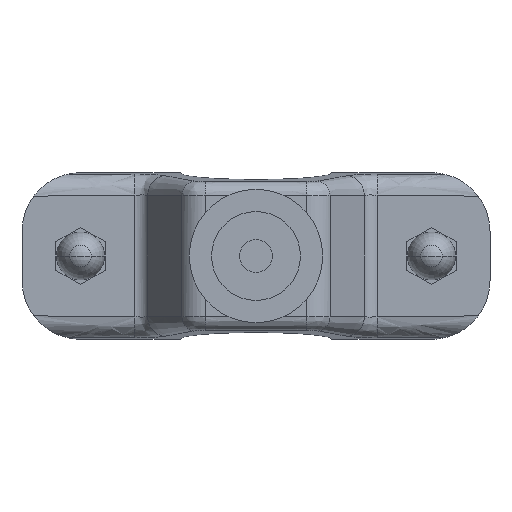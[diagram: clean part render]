
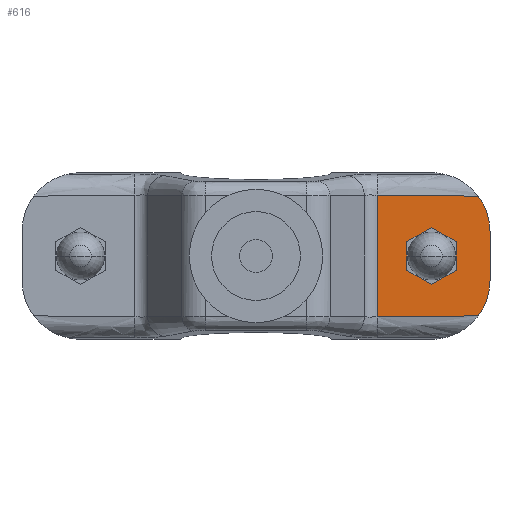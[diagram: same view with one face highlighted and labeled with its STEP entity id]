
A CAD part, front view. The second image highlights one B-rep face of the part: STEP entity #616.
In plain terms, the highlighted planar face has unit normal (0, -1, 0).
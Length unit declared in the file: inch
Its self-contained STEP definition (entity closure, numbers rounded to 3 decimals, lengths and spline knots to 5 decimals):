
#121 = CARTESIAN_POINT ( 'NONE',  ( 1.28879, -0.2935, 0.12194 ) ) ;
#148 = CARTESIAN_POINT ( 'NONE',  ( 1.5, -0.2935, -0.24389 ) ) ;
#160 = CARTESIAN_POINT ( 'NONE',  ( 2., -0.2935, 0.495 ) ) ;
#192 = CARTESIAN_POINT ( 'NONE',  ( 1.89963, -0.2935, -0.51155 ) ) ;
#211 = DIRECTION ( 'NONE',  ( 0.866, 0., -0.5 ) ) ;
#227 = VECTOR ( 'NONE', #1975, 39.37008 ) ;
#228 = VECTOR ( 'NONE', #3019, 39.37008 ) ;
#249 = EDGE_CURVE ( 'NONE', #617, #2918, #1048, .T. ) ;
#279 = CARTESIAN_POINT ( 'NONE',  ( 1.03548, -0.2935, -0.52044 ) ) ;
#285 = EDGE_CURVE ( 'NONE', #599, #1261, #1970, .T. ) ;
#370 = VECTOR ( 'NONE', #2064, 39.37008 ) ;
#448 = CARTESIAN_POINT ( 'NONE',  ( 1.89963, -0.2935, 0.51155 ) ) ;
#452 = CARTESIAN_POINT ( 'NONE',  ( 1.03548, -0.2935, -0.52044 ) ) ;
#513 = LINE ( 'NONE', #548, #3092 ) ;
#548 = CARTESIAN_POINT ( 'NONE',  ( 1.5, -0.2935, 0.24389 ) ) ;
#599 = VERTEX_POINT ( 'NONE', #3050 ) ;
#611 = CARTESIAN_POINT ( 'NONE',  ( 1.5, -0.2935, 0.24389 ) ) ;
#616 = ADVANCED_FACE ( 'NONE', ( #2713, #2611 ), #1530, .T. ) ;
#617 = VERTEX_POINT ( 'NONE', #192 ) ;
#683 = ORIENTED_EDGE ( 'NONE', *, *, #285, .T. ) ;
#702 = EDGE_CURVE ( 'NONE', #617, #1737, #2418, .T. ) ;
#745 = EDGE_CURVE ( 'NONE', #1988, #2702, #1976, .T. ) ;
#752 = B_SPLINE_CURVE_WITH_KNOTS ( 'NONE', 3,
 ( #810, #3628, #2037, #448 ),
 .UNSPECIFIED., .F., .F.,
 ( 4, 4 ),
 ( 0., 0.29865 ),
 .UNSPECIFIED. ) ;
#784 = DIRECTION ( 'NONE',  ( 0., 0., -1. ) ) ;
#810 = CARTESIAN_POINT ( 'NONE',  ( 1.03548, -0.2935, 0.52044 ) ) ;
#816 = VECTOR ( 'NONE', #784, 39.37008 ) ;
#951 = CARTESIAN_POINT ( 'NONE',  ( 1.28879, -0.2935, 0.12194 ) ) ;
#1048 = B_SPLINE_CURVE_WITH_KNOTS ( 'NONE', 3,
 ( #2195, #2474, #3768, #279 ),
 .UNSPECIFIED., .F., .F.,
 ( 4, 4 ),
 ( 0.70135, 1. ),
 .UNSPECIFIED. ) ;
#1086 = LINE ( 'NONE', #160, #228 ) ;
#1112 = DIRECTION ( 'NONE',  ( 0., -1., 0. ) ) ;
#1177 = LINE ( 'NONE', #3936, #3613 ) ;
#1191 = EDGE_LOOP ( 'NONE', ( #2741, #2769, #4056, #3224, #3986, #3410 ) ) ;
#1233 = DIRECTION ( 'NONE',  ( -0.866, 0., -0.5 ) ) ;
#1261 = VERTEX_POINT ( 'NONE', #951 ) ;
#1467 = LINE ( 'NONE', #121, #370 ) ;
#1485 = CARTESIAN_POINT ( 'NONE',  ( 1.71121, -0.2935, 0.12194 ) ) ;
#1486 = DIRECTION ( 'NONE',  ( -1., 0., 0. ) ) ;
#1530 = PLANE ( 'NONE',  #3221 ) ;
#1585 = EDGE_CURVE ( 'NONE', #1737, #4039, #1086, .T. ) ;
#1600 = EDGE_CURVE ( 'NONE', #2918, #2274, #1177, .T. ) ;
#1615 = EDGE_CURVE ( 'NONE', #2274, #2179, #752, .T. ) ;
#1737 = VERTEX_POINT ( 'NONE', #3380 ) ;
#1842 = CARTESIAN_POINT ( 'NONE',  ( 2., -0.2935, 0.495 ) ) ;
#1957 = VERTEX_POINT ( 'NONE', #1485 ) ;
#1967 = DIRECTION ( 'NONE',  ( -0.866, 0., 0.5 ) ) ;
#1970 = LINE ( 'NONE', #3104, #227 ) ;
#1975 = DIRECTION ( 'NONE',  ( 0., 0., 1. ) ) ;
#1976 = LINE ( 'NONE', #2173, #3456 ) ;
#1988 = VERTEX_POINT ( 'NONE', #3452 ) ;
#2007 = EDGE_CURVE ( 'NONE', #2702, #599, #3701, .T. ) ;
#2037 = CARTESIAN_POINT ( 'NONE',  ( 1.61158, -0.2935, 0.51308 ) ) ;
#2064 = DIRECTION ( 'NONE',  ( 0.866, 0., 0.5 ) ) ;
#2077 = ORIENTED_EDGE ( 'NONE', *, *, #2104, .T. ) ;
#2082 = DIRECTION ( 'NONE',  ( -1., 0., 0. ) ) ;
#2104 = EDGE_CURVE ( 'NONE', #1261, #3627, #1467, .T. ) ;
#2107 = DIRECTION ( 'NONE',  ( 0., -1., 0. ) ) ;
#2109 = EDGE_CURVE ( 'NONE', #4039, #2179, #2313, .T. ) ;
#2173 = CARTESIAN_POINT ( 'NONE',  ( 1.71121, -0.2935, -0.12194 ) ) ;
#2179 = VERTEX_POINT ( 'NONE', #3299 ) ;
#2195 = CARTESIAN_POINT ( 'NONE',  ( 1.89963, -0.2935, -0.51155 ) ) ;
#2274 = VERTEX_POINT ( 'NONE', #2738 ) ;
#2313 = CIRCLE ( 'NONE', #3535, 0.5 ) ;
#2339 = CARTESIAN_POINT ( 'NONE',  ( 1.71121, -0.2935, 0.12194 ) ) ;
#2400 = ORIENTED_EDGE ( 'NONE', *, *, #2007, .T. ) ;
#2418 = CIRCLE ( 'NONE', #3388, 0.5 ) ;
#2459 = CARTESIAN_POINT ( 'NONE',  ( 1.5, -0.2935, -0.24389 ) ) ;
#2474 = CARTESIAN_POINT ( 'NONE',  ( 1.61158, -0.2935, -0.51308 ) ) ;
#2611 = FACE_OUTER_BOUND ( 'NONE', #1191, .T. ) ;
#2702 = VERTEX_POINT ( 'NONE', #2459 ) ;
#2707 = ORIENTED_EDGE ( 'NONE', *, *, #745, .T. ) ;
#2713 = FACE_BOUND ( 'NONE', #3040, .T. ) ;
#2728 = CARTESIAN_POINT ( 'NONE',  ( 1.5, -0.2935, 0.21105 ) ) ;
#2738 = CARTESIAN_POINT ( 'NONE',  ( 1.03548, -0.2935, 0.52044 ) ) ;
#2741 = ORIENTED_EDGE ( 'NONE', *, *, #702, .T. ) ;
#2769 = ORIENTED_EDGE ( 'NONE', *, *, #1585, .T. ) ;
#2863 = DIRECTION ( 'NONE',  ( 0., -1., 0. ) ) ;
#2918 = VERTEX_POINT ( 'NONE', #452 ) ;
#2993 = CARTESIAN_POINT ( 'NONE',  ( 2., -0.2935, 0.21105 ) ) ;
#3019 = DIRECTION ( 'NONE',  ( 0., 0., 1. ) ) ;
#3040 = EDGE_LOOP ( 'NONE', ( #3730, #3357, #2707, #2400, #683, #2077 ) ) ;
#3050 = CARTESIAN_POINT ( 'NONE',  ( 1.28879, -0.2935, -0.12194 ) ) ;
#3092 = VECTOR ( 'NONE', #211, 39.37008 ) ;
#3104 = CARTESIAN_POINT ( 'NONE',  ( 1.28879, -0.2935, 0.12194 ) ) ;
#3167 = DIRECTION ( 'NONE',  ( -1., 0., 0. ) ) ;
#3221 = AXIS2_PLACEMENT_3D ( 'NONE', #1842, #2107, #1486 ) ;
#3224 = ORIENTED_EDGE ( 'NONE', *, *, #1615, .F. ) ;
#3295 = VECTOR ( 'NONE', #1967, 39.37008 ) ;
#3299 = CARTESIAN_POINT ( 'NONE',  ( 1.89963, -0.2935, 0.51155 ) ) ;
#3357 = ORIENTED_EDGE ( 'NONE', *, *, #4011, .T. ) ;
#3380 = CARTESIAN_POINT ( 'NONE',  ( 2., -0.2935, -0.21105 ) ) ;
#3387 = LINE ( 'NONE', #2339, #816 ) ;
#3388 = AXIS2_PLACEMENT_3D ( 'NONE', #3435, #2863, #3167 ) ;
#3410 = ORIENTED_EDGE ( 'NONE', *, *, #249, .F. ) ;
#3435 = CARTESIAN_POINT ( 'NONE',  ( 1.5, -0.2935, -0.21105 ) ) ;
#3452 = CARTESIAN_POINT ( 'NONE',  ( 1.71121, -0.2935, -0.12194 ) ) ;
#3456 = VECTOR ( 'NONE', #1233, 39.37008 ) ;
#3531 = EDGE_CURVE ( 'NONE', #3627, #1957, #513, .T. ) ;
#3535 = AXIS2_PLACEMENT_3D ( 'NONE', #2728, #1112, #2082 ) ;
#3613 = VECTOR ( 'NONE', #3964, 39.37008 ) ;
#3627 = VERTEX_POINT ( 'NONE', #611 ) ;
#3628 = CARTESIAN_POINT ( 'NONE',  ( 1.32353, -0.2935, 0.52044 ) ) ;
#3701 = LINE ( 'NONE', #148, #3295 ) ;
#3730 = ORIENTED_EDGE ( 'NONE', *, *, #3531, .T. ) ;
#3768 = CARTESIAN_POINT ( 'NONE',  ( 1.32353, -0.2935, -0.52044 ) ) ;
#3936 = CARTESIAN_POINT ( 'NONE',  ( 1.03548, -0.2935, 0.68537 ) ) ;
#3964 = DIRECTION ( 'NONE',  ( 0., 0., 1. ) ) ;
#3986 = ORIENTED_EDGE ( 'NONE', *, *, #1600, .F. ) ;
#4011 = EDGE_CURVE ( 'NONE', #1957, #1988, #3387, .T. ) ;
#4039 = VERTEX_POINT ( 'NONE', #2993 ) ;
#4056 = ORIENTED_EDGE ( 'NONE', *, *, #2109, .T. ) ;
